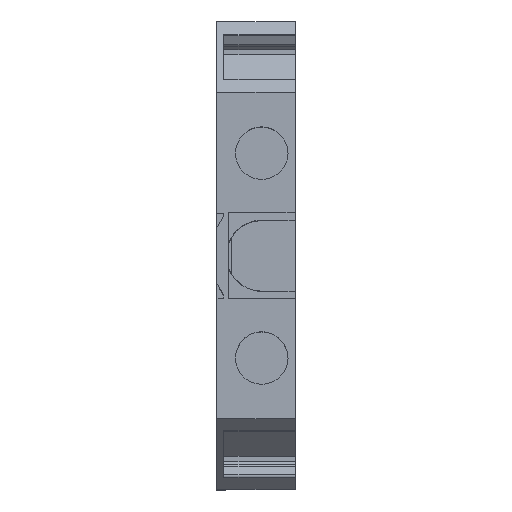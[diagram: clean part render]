
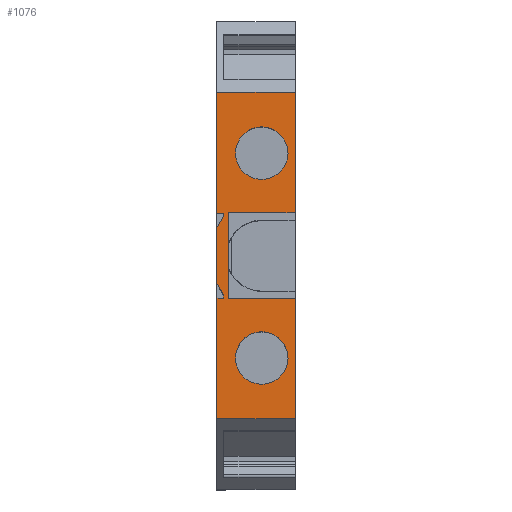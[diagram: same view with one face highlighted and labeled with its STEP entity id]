
A CAD part, top view. The second image highlights one B-rep face of the part: STEP entity #1076.
In plain terms, the highlighted planar face has unit normal (0, 0, 1).
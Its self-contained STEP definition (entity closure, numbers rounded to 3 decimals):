
#894=AXIS2_PLACEMENT_3D('Plane Axis2P3D',#891,#892,#893) ;
#1042=AXIS2_PLACEMENT_3D('Circle Axis2P3D',#1040,#1041,$) ;
#1051=AXIS2_PLACEMENT_3D('Circle Axis2P3D',#1049,#1050,$) ;
#1060=AXIS2_PLACEMENT_3D('Circle Axis2P3D',#1058,#1059,$) ;
#1069=AXIS2_PLACEMENT_3D('Circle Axis2P3D',#1067,#1068,$) ;
#147=CARTESIAN_POINT('Vertex',(6.1,21.6,44.)) ;
#187=CARTESIAN_POINT('Vertex',(6.1,14.898,44.)) ;
#190=CARTESIAN_POINT('Line Origine',(6.1,10.199,44.)) ;
#194=CARTESIAN_POINT('Vertex',(6.1,5.5,44.)) ;
#656=CARTESIAN_POINT('Vertex',(6.1,31.,44.)) ;
#659=CARTESIAN_POINT('Line Origine',(6.1,26.3,44.)) ;
#891=CARTESIAN_POINT('Axis2P3D Location',(0.65,21.575,44.)) ;
#896=CARTESIAN_POINT('Line Origine',(0.5,21.445,44.)) ;
#900=CARTESIAN_POINT('Vertex',(0.5,21.315,44.)) ;
#902=CARTESIAN_POINT('Vertex',(0.5,21.575,44.)) ;
#905=CARTESIAN_POINT('Line Origine',(0.25,20.882,44.)) ;
#909=CARTESIAN_POINT('Vertex',(0.,20.449,44.)) ;
#912=CARTESIAN_POINT('Line Origine',(0.,18.25,44.)) ;
#916=CARTESIAN_POINT('Vertex',(0.,16.051,44.)) ;
#919=CARTESIAN_POINT('Line Origine',(0.25,15.618,44.)) ;
#923=CARTESIAN_POINT('Vertex',(0.5,15.185,44.)) ;
#926=CARTESIAN_POINT('Line Origine',(0.5,15.055,44.)) ;
#930=CARTESIAN_POINT('Vertex',(0.5,14.925,44.)) ;
#933=CARTESIAN_POINT('Line Origine',(0.25,14.925,44.)) ;
#937=CARTESIAN_POINT('Vertex',(0.,14.925,44.)) ;
#940=CARTESIAN_POINT('Line Origine',(0.,10.213,44.)) ;
#944=CARTESIAN_POINT('Vertex',(0.,5.5,44.)) ;
#947=CARTESIAN_POINT('Line Origine',(3.05,5.5,44.)) ;
#952=CARTESIAN_POINT('Line Origine',(3.7,14.898,44.)) ;
#956=CARTESIAN_POINT('Vertex',(1.3,14.898,44.)) ;
#959=CARTESIAN_POINT('Line Origine',(1.1,14.898,44.)) ;
#963=CARTESIAN_POINT('Vertex',(0.9,14.898,44.)) ;
#966=CARTESIAN_POINT('Line Origine',(0.9,18.149,44.)) ;
#970=CARTESIAN_POINT('Vertex',(0.9,21.4,44.)) ;
#973=CARTESIAN_POINT('Line Origine',(0.9,21.501,44.)) ;
#977=CARTESIAN_POINT('Vertex',(0.9,21.602,44.)) ;
#980=CARTESIAN_POINT('Line Origine',(1.1,21.602,44.)) ;
#984=CARTESIAN_POINT('Vertex',(1.3,21.602,44.)) ;
#987=CARTESIAN_POINT('Line Origine',(1.302,21.601,44.)) ;
#991=CARTESIAN_POINT('Vertex',(1.304,21.6,44.)) ;
#994=CARTESIAN_POINT('Line Origine',(3.702,21.6,44.)) ;
#999=CARTESIAN_POINT('Line Origine',(3.05,31.,44.)) ;
#1003=CARTESIAN_POINT('Vertex',(0.,31.,44.)) ;
#1006=CARTESIAN_POINT('Line Origine',(0.,26.288,44.)) ;
#1010=CARTESIAN_POINT('Vertex',(0.,21.575,44.)) ;
#1013=CARTESIAN_POINT('Line Origine',(0.25,21.575,44.)) ;
#1040=CARTESIAN_POINT('Axis2P3D Location',(3.5,26.25,44.)) ;
#1044=CARTESIAN_POINT('Vertex',(3.5,28.3,44.)) ;
#1046=CARTESIAN_POINT('Vertex',(3.5,24.2,44.)) ;
#1049=CARTESIAN_POINT('Axis2P3D Location',(3.5,26.25,44.)) ;
#1058=CARTESIAN_POINT('Axis2P3D Location',(3.5,10.25,44.)) ;
#1062=CARTESIAN_POINT('Vertex',(3.5,8.2,44.)) ;
#1064=CARTESIAN_POINT('Vertex',(3.5,12.3,44.)) ;
#1067=CARTESIAN_POINT('Axis2P3D Location',(3.5,10.25,44.)) ;
#191=DIRECTION('Vector Direction',(0.,-1.,0.)) ;
#660=DIRECTION('Vector Direction',(0.,-1.,0.)) ;
#892=DIRECTION('Axis2P3D Direction',(0.,0.,-1.)) ;
#893=DIRECTION('Axis2P3D XDirection',(0.,-1.,0.)) ;
#897=DIRECTION('Vector Direction',(0.,-1.,0.)) ;
#906=DIRECTION('Vector Direction',(0.5,0.866,0.)) ;
#913=DIRECTION('Vector Direction',(0.,-1.,0.)) ;
#920=DIRECTION('Vector Direction',(0.5,-0.866,0.)) ;
#927=DIRECTION('Vector Direction',(0.,-1.,0.)) ;
#934=DIRECTION('Vector Direction',(1.,0.,0.)) ;
#941=DIRECTION('Vector Direction',(0.,-1.,0.)) ;
#948=DIRECTION('Vector Direction',(-1.,0.,0.)) ;
#953=DIRECTION('Vector Direction',(-1.,0.,0.)) ;
#960=DIRECTION('Vector Direction',(1.,0.,0.)) ;
#967=DIRECTION('Vector Direction',(0.,-1.,0.)) ;
#974=DIRECTION('Vector Direction',(0.,-1.,0.)) ;
#981=DIRECTION('Vector Direction',(1.,0.,0.)) ;
#988=DIRECTION('Vector Direction',(0.866,-0.5,0.)) ;
#995=DIRECTION('Vector Direction',(-1.,0.,0.)) ;
#1000=DIRECTION('Vector Direction',(-1.,0.,0.)) ;
#1007=DIRECTION('Vector Direction',(0.,-1.,0.)) ;
#1014=DIRECTION('Vector Direction',(1.,0.,0.)) ;
#1041=DIRECTION('Axis2P3D Direction',(0.,0.,-1.)) ;
#1050=DIRECTION('Axis2P3D Direction',(0.,0.,-1.)) ;
#1059=DIRECTION('Axis2P3D Direction',(0.,0.,-1.)) ;
#1068=DIRECTION('Axis2P3D Direction',(0.,0.,-1.)) ;
#192=VECTOR('Line Direction',#191,1.) ;
#661=VECTOR('Line Direction',#660,1.) ;
#898=VECTOR('Line Direction',#897,1.) ;
#907=VECTOR('Line Direction',#906,1.) ;
#914=VECTOR('Line Direction',#913,1.) ;
#921=VECTOR('Line Direction',#920,1.) ;
#928=VECTOR('Line Direction',#927,1.) ;
#935=VECTOR('Line Direction',#934,1.) ;
#942=VECTOR('Line Direction',#941,1.) ;
#949=VECTOR('Line Direction',#948,1.) ;
#954=VECTOR('Line Direction',#953,1.) ;
#961=VECTOR('Line Direction',#960,1.) ;
#968=VECTOR('Line Direction',#967,1.) ;
#975=VECTOR('Line Direction',#974,1.) ;
#982=VECTOR('Line Direction',#981,1.) ;
#989=VECTOR('Line Direction',#988,1.) ;
#996=VECTOR('Line Direction',#995,1.) ;
#1001=VECTOR('Line Direction',#1000,1.) ;
#1008=VECTOR('Line Direction',#1007,1.) ;
#1015=VECTOR('Line Direction',#1014,1.) ;
#1019=ORIENTED_EDGE('',*,*,#904,.F.) ;
#1020=ORIENTED_EDGE('',*,*,#911,.F.) ;
#1021=ORIENTED_EDGE('',*,*,#918,.F.) ;
#1022=ORIENTED_EDGE('',*,*,#925,.F.) ;
#1023=ORIENTED_EDGE('',*,*,#932,.F.) ;
#1024=ORIENTED_EDGE('',*,*,#939,.F.) ;
#1025=ORIENTED_EDGE('',*,*,#946,.F.) ;
#1026=ORIENTED_EDGE('',*,*,#951,.F.) ;
#1027=ORIENTED_EDGE('',*,*,#196,.T.) ;
#1028=ORIENTED_EDGE('',*,*,#958,.T.) ;
#1029=ORIENTED_EDGE('',*,*,#965,.F.) ;
#1030=ORIENTED_EDGE('',*,*,#972,.F.) ;
#1031=ORIENTED_EDGE('',*,*,#979,.T.) ;
#1032=ORIENTED_EDGE('',*,*,#986,.T.) ;
#1033=ORIENTED_EDGE('',*,*,#993,.T.) ;
#1034=ORIENTED_EDGE('',*,*,#998,.T.) ;
#1035=ORIENTED_EDGE('',*,*,#663,.T.) ;
#1036=ORIENTED_EDGE('',*,*,#1005,.T.) ;
#1037=ORIENTED_EDGE('',*,*,#1012,.F.) ;
#1038=ORIENTED_EDGE('',*,*,#1017,.T.) ;
#1055=ORIENTED_EDGE('',*,*,#1048,.T.) ;
#1056=ORIENTED_EDGE('',*,*,#1053,.T.) ;
#1073=ORIENTED_EDGE('',*,*,#1066,.F.) ;
#1074=ORIENTED_EDGE('',*,*,#1071,.F.) ;
#1057=FACE_BOUND('',#1054,.T.) ;
#1075=FACE_BOUND('',#1072,.T.) ;
#1076=ADVANCED_FACE('Hauptk\X2\00F6\X0\rper',(#1039,#1057,#1075),#895,.F.) ;
#1043=CIRCLE('generated circle',#1042,2.05) ;
#1052=CIRCLE('generated circle',#1051,2.05) ;
#1061=CIRCLE('generated circle',#1060,2.05) ;
#1070=CIRCLE('generated circle',#1069,2.05) ;
#196=EDGE_CURVE('',#195,#188,#193,.F.) ;
#663=EDGE_CURVE('',#148,#657,#662,.F.) ;
#904=EDGE_CURVE('',#901,#903,#899,.F.) ;
#911=EDGE_CURVE('',#910,#901,#908,.T.) ;
#918=EDGE_CURVE('',#917,#910,#915,.F.) ;
#925=EDGE_CURVE('',#924,#917,#922,.F.) ;
#932=EDGE_CURVE('',#931,#924,#929,.F.) ;
#939=EDGE_CURVE('',#938,#931,#936,.T.) ;
#946=EDGE_CURVE('',#945,#938,#943,.F.) ;
#951=EDGE_CURVE('',#195,#945,#950,.T.) ;
#958=EDGE_CURVE('',#188,#957,#955,.T.) ;
#965=EDGE_CURVE('',#964,#957,#962,.T.) ;
#972=EDGE_CURVE('',#971,#964,#969,.T.) ;
#979=EDGE_CURVE('',#971,#978,#976,.F.) ;
#986=EDGE_CURVE('',#978,#985,#983,.T.) ;
#993=EDGE_CURVE('',#985,#992,#990,.T.) ;
#998=EDGE_CURVE('',#992,#148,#997,.F.) ;
#1005=EDGE_CURVE('',#657,#1004,#1002,.T.) ;
#1012=EDGE_CURVE('',#1011,#1004,#1009,.F.) ;
#1017=EDGE_CURVE('',#1011,#903,#1016,.T.) ;
#1048=EDGE_CURVE('',#1045,#1047,#1043,.T.) ;
#1053=EDGE_CURVE('',#1047,#1045,#1052,.T.) ;
#1066=EDGE_CURVE('',#1063,#1065,#1061,.F.) ;
#1071=EDGE_CURVE('',#1065,#1063,#1070,.F.) ;
#1018=EDGE_LOOP('',(#1019,#1020,#1021,#1022,#1023,#1024,#1025,#1026,#1027,#1028,#1029,#1030,#1031,#1032,#1033,#1034,#1035,#1036,#1037,#1038)) ;
#1054=EDGE_LOOP('',(#1055,#1056)) ;
#1072=EDGE_LOOP('',(#1073,#1074)) ;
#1039=FACE_OUTER_BOUND('',#1018,.T.) ;
#193=LINE('Line',#190,#192) ;
#662=LINE('Line',#659,#661) ;
#899=LINE('Line',#896,#898) ;
#908=LINE('Line',#905,#907) ;
#915=LINE('Line',#912,#914) ;
#922=LINE('Line',#919,#921) ;
#929=LINE('Line',#926,#928) ;
#936=LINE('Line',#933,#935) ;
#943=LINE('Line',#940,#942) ;
#950=LINE('Line',#947,#949) ;
#955=LINE('Line',#952,#954) ;
#962=LINE('Line',#959,#961) ;
#969=LINE('Line',#966,#968) ;
#976=LINE('Line',#973,#975) ;
#983=LINE('Line',#980,#982) ;
#990=LINE('Line',#987,#989) ;
#997=LINE('Line',#994,#996) ;
#1002=LINE('Line',#999,#1001) ;
#1009=LINE('Line',#1006,#1008) ;
#1016=LINE('Line',#1013,#1015) ;
#895=PLANE('',#894) ;
#148=VERTEX_POINT('',#147) ;
#188=VERTEX_POINT('',#187) ;
#195=VERTEX_POINT('',#194) ;
#657=VERTEX_POINT('',#656) ;
#901=VERTEX_POINT('',#900) ;
#903=VERTEX_POINT('',#902) ;
#910=VERTEX_POINT('',#909) ;
#917=VERTEX_POINT('',#916) ;
#924=VERTEX_POINT('',#923) ;
#931=VERTEX_POINT('',#930) ;
#938=VERTEX_POINT('',#937) ;
#945=VERTEX_POINT('',#944) ;
#957=VERTEX_POINT('',#956) ;
#964=VERTEX_POINT('',#963) ;
#971=VERTEX_POINT('',#970) ;
#978=VERTEX_POINT('',#977) ;
#985=VERTEX_POINT('',#984) ;
#992=VERTEX_POINT('',#991) ;
#1004=VERTEX_POINT('',#1003) ;
#1011=VERTEX_POINT('',#1010) ;
#1045=VERTEX_POINT('',#1044) ;
#1047=VERTEX_POINT('',#1046) ;
#1063=VERTEX_POINT('',#1062) ;
#1065=VERTEX_POINT('',#1064) ;
